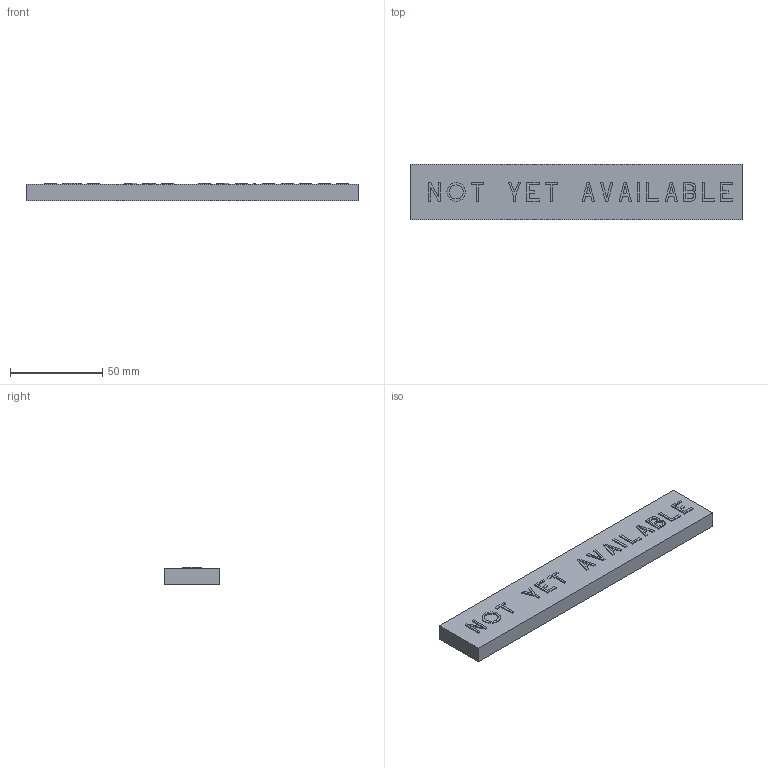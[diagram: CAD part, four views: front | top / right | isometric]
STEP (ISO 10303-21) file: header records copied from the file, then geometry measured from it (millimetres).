
FILE_DESCRIPTION(('STEP AP203'),'1');
FILE_NAME('27750-03502040.stp','2014-04-29T16:38:26',('TraceParts'),('TraceParts S.A.'),'XStep 1.0',' ',' ');
FILE_SCHEMA(('CONFIG_CONTROL_DESIGN'));
Length unit declared in the file: millimetre
Products named in the file (1): 1
Bounding box: 180 x 30 x 9.6 mm (x, y, z)
Volume: 48818.3 mm3; surface area: 14962.6 mm2
Topology: 1 solids, 1 shells, 163 faces, 420 edges, 280 vertices
Faces by surface type: plane 151, cylinder 12
Entity records: 4922 total; most frequent: CARTESIAN_POINT 864, ORIENTED_EDGE 840, DIRECTION 772, EDGE_CURVE 420, LINE 396, VECTOR 396, VERTEX_POINT 280, AXIS2_PLACEMENT_3D 188
